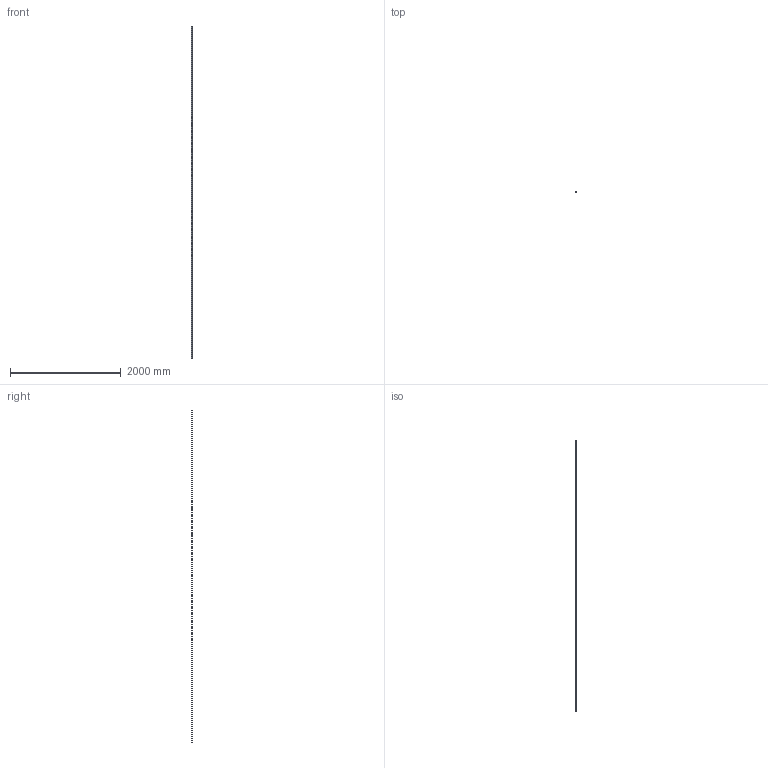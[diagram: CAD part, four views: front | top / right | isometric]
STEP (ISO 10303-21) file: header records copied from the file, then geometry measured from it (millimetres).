
FILE_DESCRIPTION (( 'STEP AP203' ), '1' );
FILE_NAME ('80538-ALU-6M.STEP', '2016-12-15T07:24:45', ( '' ), ( '' ), 'SwSTEP 2.0', 'SolidWorks 2015', '' );
FILE_SCHEMA (( 'CONFIG_CONTROL_DESIGN' ));
Length unit declared in the file: millimetre
Products named in the file (1): 80538-ALU-6M
Bounding box: 24 x 12 x 6000 mm (x, y, z)
Volume: 744410.8 mm3; surface area: 524808.5 mm2
Topology: 1 solids, 1 shells, 285 faces, 759 edges, 506 vertices
Faces by surface type: plane 150, bspline 129, cylinder 6
Entity records: 15668 total; most frequent: CARTESIAN_POINT 9360, ORIENTED_EDGE 1518, DIRECTION 827, EDGE_CURVE 759, VERTEX_POINT 506, LINE 489, VECTOR 489, EDGE_LOOP 315
